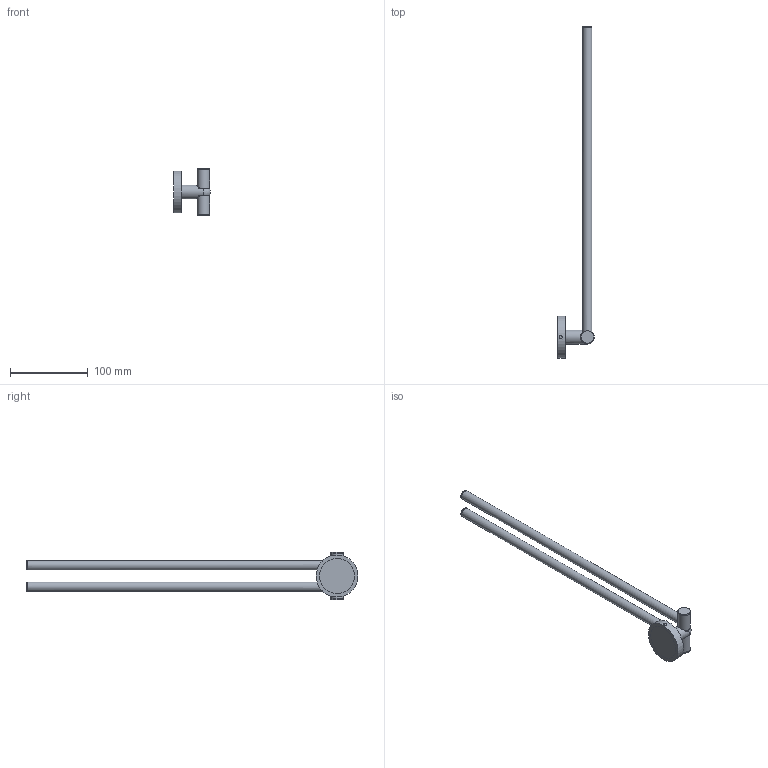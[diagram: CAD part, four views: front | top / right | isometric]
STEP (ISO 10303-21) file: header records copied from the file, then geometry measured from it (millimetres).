
FILE_DESCRIPTION(/* description */ ('Unknown'),/* implementation_level */ '2;1');
FILE_NAME(/* name */ '40371001',/* time_stamp */ '2022-09-07T15:42:13+02:00',/* author */ ('Unknown'),/* organization */ ('GROHE AG'),/* preprocessor_version */ 'ST-DEVELOPER v16.7',/* originating_system */ 'DEX',/* authorisation */ $);
FILE_SCHEMA (('AUTOMOTIVE_DESIGN {1 0 10303 214 3 1 1}'));
Length unit declared in the file: millimetre
Products named in the file (6): 40371001; id53; 5650-7; 5696-02; 5696-2
Assembly tree (5 placements, depth 2):
  40371001
    40371001
    id53
    5650-7
    5696-02
    5696-2
Bounding box: 47.2 x 427.7 x 61 mm (x, y, z)
Volume: 26136.8 mm3; surface area: 50018 mm2
Topology: 4 solids, 14 shells, 37 faces, 73 edges, 56 vertices
Faces by surface type: plane 21, cylinder 15, sphere 1
Full cylindrical faces by diameter (mm): 8 x1, 12 x4, 16 x4, 18 x1, 54 x2
Entity records: 1254 total; most frequent: CARTESIAN_POINT 297, DIRECTION 162, ORIENTED_EDGE 87, AXIS2_PLACEMENT_3D 77, FACE_BOUND 60, EDGE_LOOP 58, EDGE_CURVE 56, VERTEX_POINT 54
